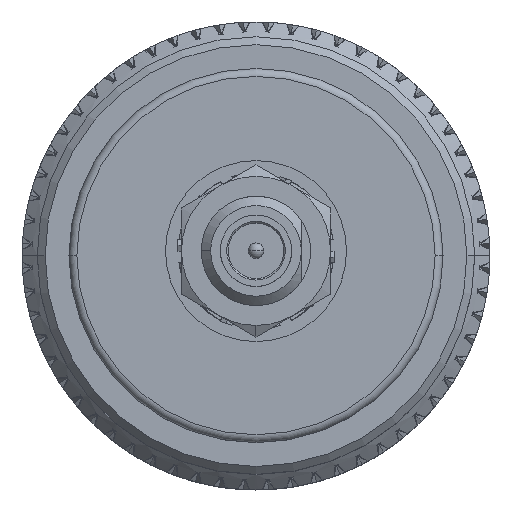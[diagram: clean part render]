
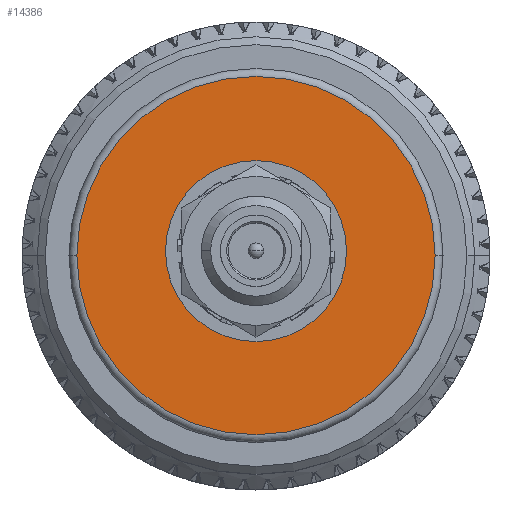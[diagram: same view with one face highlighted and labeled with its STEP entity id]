
A CAD part, top view. The second image highlights one B-rep face of the part: STEP entity #14386.
In plain terms, the highlighted face is planar.
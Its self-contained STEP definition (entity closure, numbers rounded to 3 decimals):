
#4269 = CIRCLE ( 'NONE', #77953, 2.623 ) ;
#5016 = DIRECTION ( 'NONE',  ( -1., 0., 0. ) ) ;
#5597 = DIRECTION ( 'NONE',  ( 0., 0., -1. ) ) ;
#5929 = DIRECTION ( 'NONE',  ( 0., 0., -1. ) ) ;
#7422 = DIRECTION ( 'NONE',  ( 0., 0., -1. ) ) ;
#7956 = PLANE ( 'NONE',  #84403 ) ;
#8557 = ORIENTED_EDGE ( 'NONE', *, *, #83329, .T. ) ;
#10418 = FACE_OUTER_BOUND ( 'NONE', #74706, .T. ) ;
#14386 = ADVANCED_FACE ( 'NONE', ( #79119, #10418 ), #7956, .T. ) ;
#14461 = EDGE_CURVE ( 'NONE', #30812, #57645, #39528, .T. ) ;
#16479 = CARTESIAN_POINT ( 'NONE',  ( 15.913, 0., -2.623 ) ) ;
#20214 = CARTESIAN_POINT ( 'NONE',  ( 15.913, 0., 0. ) ) ;
#20885 = DIRECTION ( 'NONE',  ( 1., 0., 0. ) ) ;
#25015 = CARTESIAN_POINT ( 'NONE',  ( 15.913, 0., 5.74 ) ) ;
#27983 = EDGE_CURVE ( 'NONE', #57645, #30812, #44867, .T. ) ;
#29274 = VERTEX_POINT ( 'NONE', #16479 ) ;
#30812 = VERTEX_POINT ( 'NONE', #68060 ) ;
#32019 = CARTESIAN_POINT ( 'NONE',  ( 15.913, 0., 2.623 ) ) ;
#35488 = DIRECTION ( 'NONE',  ( 1., 0., 0. ) ) ;
#35824 = DIRECTION ( 'NONE',  ( 1., 0., 0. ) ) ;
#39528 = CIRCLE ( 'NONE', #83116, 5.74 ) ;
#40373 = AXIS2_PLACEMENT_3D ( 'NONE', #20214, #35488, #50408 ) ;
#41892 = ORIENTED_EDGE ( 'NONE', *, *, #54502, .T. ) ;
#44156 = CARTESIAN_POINT ( 'NONE',  ( 15.913, 0., 0. ) ) ;
#44867 = CIRCLE ( 'NONE', #40373, 5.74 ) ;
#50408 = DIRECTION ( 'NONE',  ( 0., 0., -1. ) ) ;
#52606 = CIRCLE ( 'NONE', #88331, 2.623 ) ;
#54502 = EDGE_CURVE ( 'NONE', #85433, #29274, #4269, .T. ) ;
#57573 = CARTESIAN_POINT ( 'NONE',  ( 15.913, 0., 0. ) ) ;
#57645 = VERTEX_POINT ( 'NONE', #25015 ) ;
#58687 = EDGE_LOOP ( 'NONE', ( #8557, #41892 ) ) ;
#68060 = CARTESIAN_POINT ( 'NONE',  ( 15.913, 0., -5.74 ) ) ;
#72298 = CARTESIAN_POINT ( 'NONE',  ( 15.913, 0., 0. ) ) ;
#72993 = DIRECTION ( 'NONE',  ( 0., 0., -1. ) ) ;
#73474 = DIRECTION ( 'NONE',  ( -1., 0., 0. ) ) ;
#74706 = EDGE_LOOP ( 'NONE', ( #80876, #87214 ) ) ;
#77953 = AXIS2_PLACEMENT_3D ( 'NONE', #44156, #73474, #7422 ) ;
#79119 = FACE_BOUND ( 'NONE', #58687, .T. ) ;
#80876 = ORIENTED_EDGE ( 'NONE', *, *, #14461, .T. ) ;
#83116 = AXIS2_PLACEMENT_3D ( 'NONE', #72298, #35824, #5929 ) ;
#83329 = EDGE_CURVE ( 'NONE', #29274, #85433, #52606, .T. ) ;
#84403 = AXIS2_PLACEMENT_3D ( 'NONE', #57573, #20885, #5597 ) ;
#85433 = VERTEX_POINT ( 'NONE', #32019 ) ;
#87029 = CARTESIAN_POINT ( 'NONE',  ( 15.913, 0., 0. ) ) ;
#87214 = ORIENTED_EDGE ( 'NONE', *, *, #27983, .T. ) ;
#88331 = AXIS2_PLACEMENT_3D ( 'NONE', #87029, #5016, #72993 ) ;
